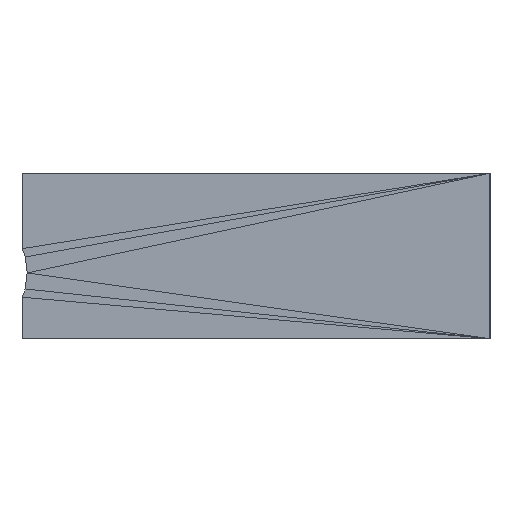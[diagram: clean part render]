
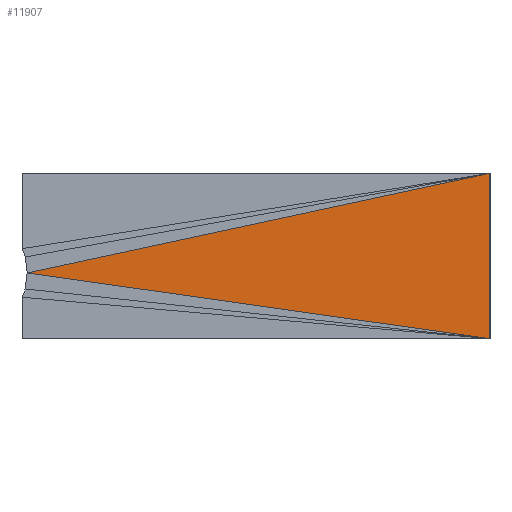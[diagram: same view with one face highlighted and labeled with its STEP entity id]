
A CAD part, left-side view. The second image highlights one B-rep face of the part: STEP entity #11907.
In plain terms, the highlighted planar face has unit normal (-1, 0, 0).
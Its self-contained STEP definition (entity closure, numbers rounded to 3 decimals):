
#11907 = ADVANCED_FACE('',(#11908),#11922,.T.);
#11908 = FACE_BOUND('',#11909,.T.);
#11909 = EDGE_LOOP('',(#11910,#11933,#11949));
#11910 = ORIENTED_EDGE('',*,*,#11911,.T.);
#11911 = EDGE_CURVE('',#11912,#11914,#11916,.T.);
#11912 = VERTEX_POINT('',#11913);
#11913 = CARTESIAN_POINT('',(-62.9,-36.761,
    3.3));
#11914 = VERTEX_POINT('',#11915);
#11915 = CARTESIAN_POINT('',(-62.9,-60.,0.));
#11916 = SURFACE_CURVE('',#11917,(#11921),.PCURVE_S1.);
#11917 = LINE('',#11918,#11919);
#11918 = CARTESIAN_POINT('',(-62.9,-36.761,
    3.3));
#11919 = VECTOR('',#11920,1.);
#11920 = DIRECTION('',(0.,-0.99,-0.141));
#11921 = PCURVE('',#11922,#11927);
#11922 = PLANE('',#11923);
#11923 = AXIS2_PLACEMENT_3D('',#11924,#11925,#11926);
#11924 = CARTESIAN_POINT('',(-62.9,-50.117,
    3.8));
#11925 = DIRECTION('',(-1.,0.,0.));
#11926 = DIRECTION('',(0.,-1.,0.));
#11927 = DEFINITIONAL_REPRESENTATION('',(#11928),#11932);
#11928 = LINE('',#11929,#11930);
#11929 = CARTESIAN_POINT('',(-13.356,-0.5));
#11930 = VECTOR('',#11931,1.);
#11931 = DIRECTION('',(0.99,-0.141));
#11932 = ( GEOMETRIC_REPRESENTATION_CONTEXT(2) 
PARAMETRIC_REPRESENTATION_CONTEXT() REPRESENTATION_CONTEXT('2D SPACE',''
  ) );
#11933 = ORIENTED_EDGE('',*,*,#11934,.F.);
#11934 = EDGE_CURVE('',#11935,#11914,#11937,.T.);
#11935 = VERTEX_POINT('',#11936);
#11936 = CARTESIAN_POINT('',(-62.9,-60.,8.3));
#11937 = SURFACE_CURVE('',#11938,(#11942),.PCURVE_S1.);
#11938 = LINE('',#11939,#11940);
#11939 = CARTESIAN_POINT('',(-62.9,-60.,8.3));
#11940 = VECTOR('',#11941,1.);
#11941 = DIRECTION('',(0.,0.,-1.));
#11942 = PCURVE('',#11922,#11943);
#11943 = DEFINITIONAL_REPRESENTATION('',(#11944),#11948);
#11944 = LINE('',#11945,#11946);
#11945 = CARTESIAN_POINT('',(9.883,4.5));
#11946 = VECTOR('',#11947,1.);
#11947 = DIRECTION('',(0.,-1.));
#11948 = ( GEOMETRIC_REPRESENTATION_CONTEXT(2) 
PARAMETRIC_REPRESENTATION_CONTEXT() REPRESENTATION_CONTEXT('2D SPACE',''
  ) );
#11949 = ORIENTED_EDGE('',*,*,#11950,.T.);
#11950 = EDGE_CURVE('',#11935,#11912,#11951,.T.);
#11951 = SURFACE_CURVE('',#11952,(#11956),.PCURVE_S1.);
#11952 = LINE('',#11953,#11954);
#11953 = CARTESIAN_POINT('',(-62.9,-60.,8.3));
#11954 = VECTOR('',#11955,1.);
#11955 = DIRECTION('',(0.,0.978,-0.21));
#11956 = PCURVE('',#11922,#11957);
#11957 = DEFINITIONAL_REPRESENTATION('',(#11958),#11962);
#11958 = LINE('',#11959,#11960);
#11959 = CARTESIAN_POINT('',(9.883,4.5));
#11960 = VECTOR('',#11961,1.);
#11961 = DIRECTION('',(-0.978,-0.21));
#11962 = ( GEOMETRIC_REPRESENTATION_CONTEXT(2) 
PARAMETRIC_REPRESENTATION_CONTEXT() REPRESENTATION_CONTEXT('2D SPACE',''
  ) );
